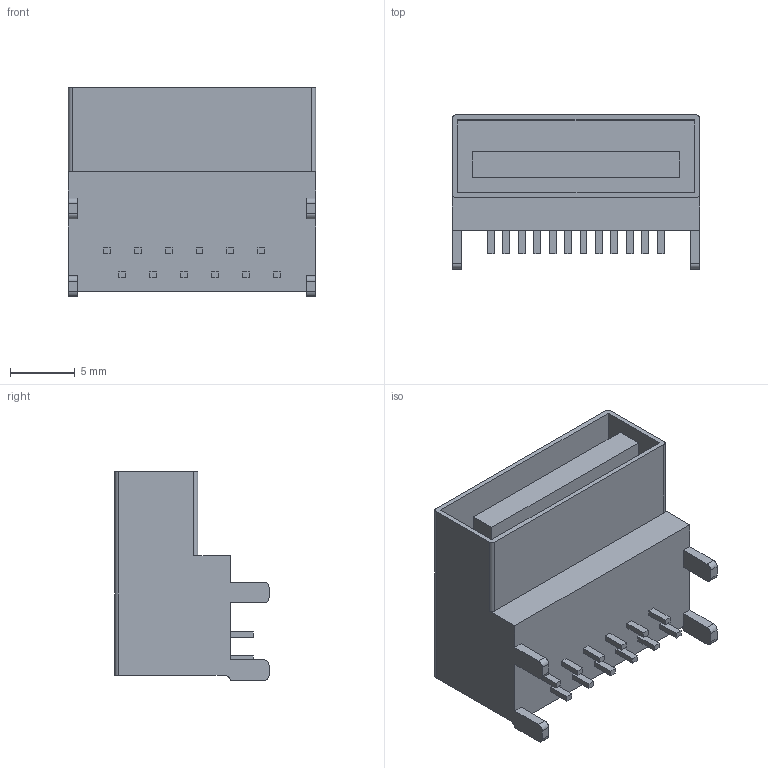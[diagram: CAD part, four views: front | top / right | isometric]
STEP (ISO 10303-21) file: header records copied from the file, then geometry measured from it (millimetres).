
FILE_DESCRIPTION (( 'STEP AP203' ), '1' );
FILE_NAME ('Video_Connector.STEP', '2022-11-26T18:02:26', ( '' ), ( '' ), 'SwSTEP 2.0', 'SolidWorks 2022', '' );
FILE_SCHEMA (( 'CONFIG_CONTROL_DESIGN' ));
Length unit declared in the file: millimetre
Products named in the file (1): Video_Connector
Bounding box: 19.1 x 11.9 x 16.15 mm (x, y, z)
Volume: 1834.6 mm3; surface area: 1933.5 mm2
Topology: 1 solids, 1 shells, 108 faces, 276 edges, 184 vertices
Faces by surface type: plane 94, cylinder 14
Entity records: 3305 total; most frequent: CARTESIAN_POINT 569, ORIENTED_EDGE 552, DIRECTION 522, EDGE_CURVE 276, VECTOR 248, LINE 248, VERTEX_POINT 184, AXIS2_PLACEMENT_3D 137
